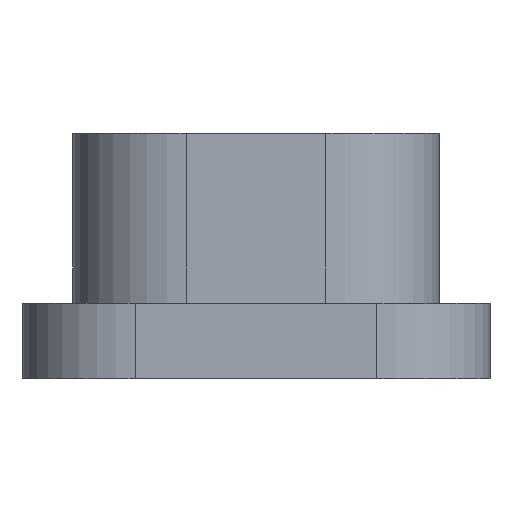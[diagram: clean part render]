
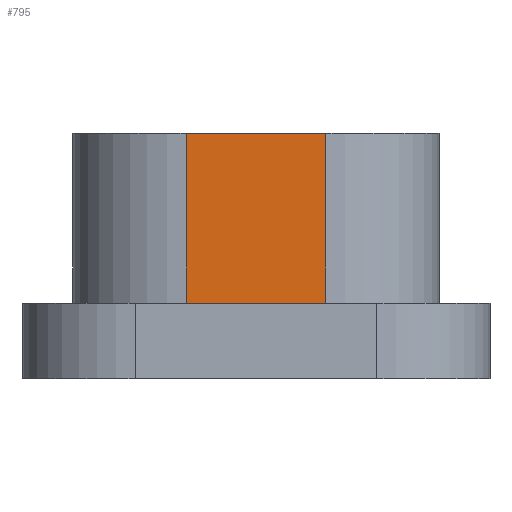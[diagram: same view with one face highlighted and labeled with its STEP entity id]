
A CAD part, front view. The second image highlights one B-rep face of the part: STEP entity #795.
In plain terms, the highlighted planar face has unit normal (0, -1, 0).
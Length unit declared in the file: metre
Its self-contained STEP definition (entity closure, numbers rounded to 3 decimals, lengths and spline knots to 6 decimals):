
#171=ORIENTED_EDGE('',*,*,#378,.T.);
#172=ORIENTED_EDGE('',*,*,#311,.F.);
#173=ORIENTED_EDGE('',*,*,#379,.F.);
#174=ORIENTED_EDGE('',*,*,#345,.T.);
#311=EDGE_CURVE('',#427,#428,#497,.T.);
#345=EDGE_CURVE('',#454,#453,#524,.T.);
#378=EDGE_CURVE('',#453,#428,#546,.T.);
#379=EDGE_CURVE('',#454,#427,#547,.T.);
#427=VERTEX_POINT('',#1154);
#428=VERTEX_POINT('',#1156);
#453=VERTEX_POINT('',#1225);
#454=VERTEX_POINT('',#1227);
#497=LINE('',#1155,#581);
#524=LINE('',#1226,#608);
#546=LINE('',#1310,#630);
#547=LINE('',#1312,#631);
#581=VECTOR('',#931,1.);
#608=VECTOR('',#978,1.);
#630=VECTOR('',#1030,1.);
#631=VECTOR('',#1033,1.);
#672=EDGE_LOOP('',(#171,#172,#173,#174));
#722=FACE_BOUND('',#672,.T.);
#765=PLANE('',#870);
#795=ADVANCED_FACE('',(#722),#765,.T.);
#870=AXIS2_PLACEMENT_3D('',#1311,#1031,#1032);
#931=DIRECTION('',(-1.,0.,0.));
#978=DIRECTION('',(-1.,0.,0.));
#1030=DIRECTION('',(0.,0.,-1.));
#1031=DIRECTION('',(0.,-1.,0.));
#1032=DIRECTION('',(0.,0.,-1.));
#1033=DIRECTION('',(0.,0.,-1.));
#1154=CARTESIAN_POINT('',(0.00185,-0.02845,-0.00157));
#1155=CARTESIAN_POINT('',(0.,-0.02845,-0.00157));
#1156=CARTESIAN_POINT('',(-0.00185,-0.02845,-0.00157));
#1225=CARTESIAN_POINT('',(-0.00185,-0.02845,0.00293));
#1226=CARTESIAN_POINT('',(0.,-0.02845,0.00293));
#1227=CARTESIAN_POINT('',(0.00185,-0.02845,0.00293));
#1310=CARTESIAN_POINT('',(-0.00185,-0.02845,0.00293));
#1311=CARTESIAN_POINT('',(0.,-0.02845,0.00293));
#1312=CARTESIAN_POINT('',(0.00185,-0.02845,0.00293));
